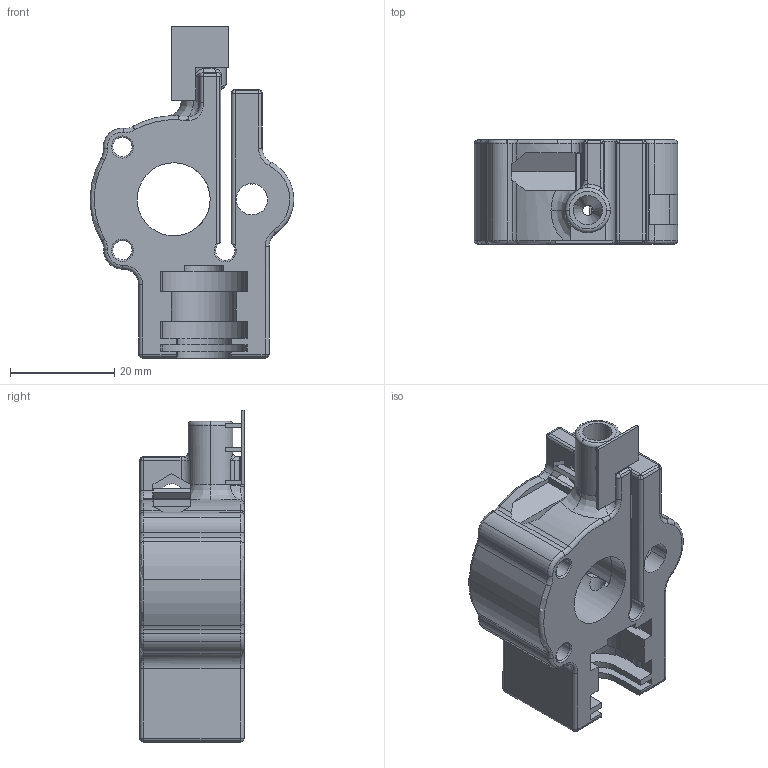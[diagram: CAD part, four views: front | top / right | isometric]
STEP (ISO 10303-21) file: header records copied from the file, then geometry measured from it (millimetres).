
FILE_DESCRIPTION(('STEP AP214'),'1');
FILE_NAME('E3D v6 New Extruder.stp','2015-04-26T23:24:11',(' '),(' '),'Spatial InterOp 3D',' ',' ');
FILE_SCHEMA(('automotive_design'));
Length unit declared in the file: millimetre
Products named in the file (13): Upper Hex Support (B); Spoke 1 2 Copy 5; Spoke 3 2 Copy 5; Spoke 4 2 Copy 5; Spoke 6 2 Copy 5; Spoke 8 2 Copy 5; Spoke 9 2 Copy 5; Rim Support (B); Support 1 (B); Support 2 (B); Upper Pad (B); Extruder F 3.0 - No Markings
Bounding box: 38.99 x 20.02 x 63.65 mm (x, y, z)
Volume: 19182.5 mm3; surface area: 11826.4 mm2
Topology: 13 solids, 13 shells, 397 faces, 1057 edges, 656 vertices
Faces by surface type: cylinder 158, plane 146, torus 52, sphere 19, bspline 18, cone 4
Entity records: 18324 total; most frequent: CARTESIAN_POINT 4834, DIRECTION 2236, ORIENTED_EDGE 2064, EDGE_CURVE 1032, AXIS2_PLACEMENT_3D 871, VERTEX_POINT 656, LINE 494, VECTOR 494
